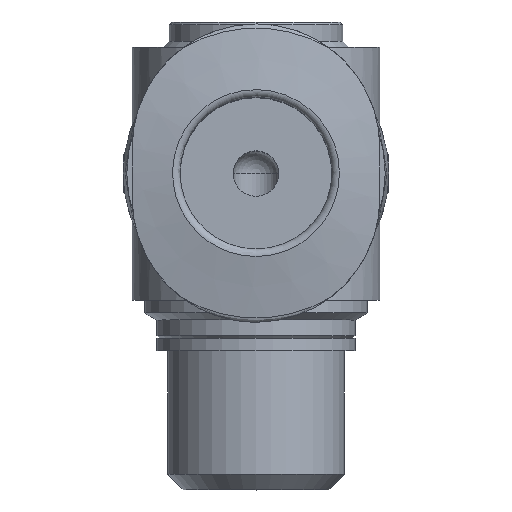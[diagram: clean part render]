
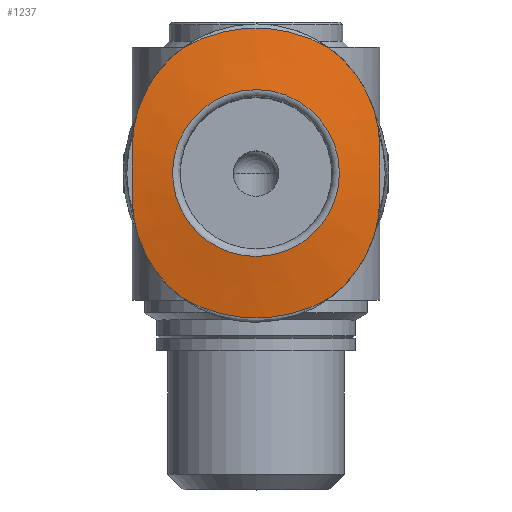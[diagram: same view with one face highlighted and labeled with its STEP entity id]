
A CAD part, top view. The second image highlights one B-rep face of the part: STEP entity #1237.
In plain terms, the highlighted conical face has half-angle 80 degrees and reference radius 5.735 mm.
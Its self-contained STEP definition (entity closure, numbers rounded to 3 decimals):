
#38=CONICAL_SURFACE('',#1307,5.735,1.396);
#52=B_SPLINE_CURVE_WITH_KNOTS('',3,(#1708,#1709,#1710,#1711),
 .UNSPECIFIED.,.F.,.F.,(4,4),(0.,0.005),
 .UNSPECIFIED.);
#53=B_SPLINE_CURVE_WITH_KNOTS('',3,(#1713,#1714,#1715,#1716),
 .UNSPECIFIED.,.F.,.F.,(4,4),(0.002,0.004),
 .UNSPECIFIED.);
#54=B_SPLINE_CURVE_WITH_KNOTS('',3,(#1718,#1719,#1720,#1721),
 .UNSPECIFIED.,.F.,.F.,(4,4),(0.,0.005),
 .UNSPECIFIED.);
#55=B_SPLINE_CURVE_WITH_KNOTS('',3,(#1722,#1723,#1724,#1725),
 .UNSPECIFIED.,.F.,.F.,(4,4),(0.,0.005),
 .UNSPECIFIED.);
#56=B_SPLINE_CURVE_WITH_KNOTS('',3,(#1727,#1728,#1729,#1730),
 .UNSPECIFIED.,.F.,.F.,(4,4),(0.002,0.004),
 .UNSPECIFIED.);
#57=B_SPLINE_CURVE_WITH_KNOTS('',3,(#1732,#1733,#1734,#1735),
 .UNSPECIFIED.,.F.,.F.,(4,4),(0.,0.005),
 .UNSPECIFIED.);
#71=CIRCLE('',#1304,5.735);
#72=CIRCLE('',#1306,5.735);
#73=CIRCLE('',#1308,3.3);
#126=ORIENTED_EDGE('',*,*,#338,.F.);
#127=ORIENTED_EDGE('',*,*,#339,.F.);
#128=ORIENTED_EDGE('',*,*,#340,.F.);
#129=ORIENTED_EDGE('',*,*,#341,.F.);
#130=ORIENTED_EDGE('',*,*,#337,.T.);
#131=ORIENTED_EDGE('',*,*,#342,.F.);
#132=ORIENTED_EDGE('',*,*,#343,.F.);
#133=ORIENTED_EDGE('',*,*,#344,.F.);
#134=ORIENTED_EDGE('',*,*,#334,.T.);
#334=EDGE_CURVE('',#438,#440,#71,.T.);
#337=EDGE_CURVE('',#441,#443,#72,.T.);
#338=EDGE_CURVE('',#444,#444,#73,.T.);
#339=EDGE_CURVE('',#445,#440,#52,.T.);
#340=EDGE_CURVE('',#446,#445,#53,.T.);
#341=EDGE_CURVE('',#441,#446,#54,.T.);
#342=EDGE_CURVE('',#447,#443,#55,.T.);
#343=EDGE_CURVE('',#448,#447,#56,.T.);
#344=EDGE_CURVE('',#438,#448,#57,.T.);
#438=VERTEX_POINT('',#1684);
#440=VERTEX_POINT('',#1690);
#441=VERTEX_POINT('',#1697);
#443=VERTEX_POINT('',#1703);
#444=VERTEX_POINT('',#1707);
#445=VERTEX_POINT('',#1712);
#446=VERTEX_POINT('',#1717);
#447=VERTEX_POINT('',#1726);
#448=VERTEX_POINT('',#1731);
#600=EDGE_LOOP('',(#126));
#601=EDGE_LOOP('',(#127,#128,#129,#130,#131,#132,#133,#134));
#693=FACE_BOUND('',#600,.T.);
#694=FACE_BOUND('',#601,.T.);
#1237=ADVANCED_FACE('',(#693,#694),#38,.T.);
#1304=AXIS2_PLACEMENT_3D('',#1691,#1421,#1422);
#1306=AXIS2_PLACEMENT_3D('',#1704,#1425,#1426);
#1307=AXIS2_PLACEMENT_3D('',#1705,#1427,#1428);
#1308=AXIS2_PLACEMENT_3D('',#1706,#1429,#1430);
#1421=DIRECTION('',(0.,0.,1.));
#1422=DIRECTION('',(1.,0.,0.));
#1425=DIRECTION('',(0.,0.,1.));
#1426=DIRECTION('',(1.,0.,0.));
#1427=DIRECTION('',(0.,0.,-1.));
#1428=DIRECTION('',(-1.,0.,0.));
#1429=DIRECTION('',(0.,0.,1.));
#1430=DIRECTION('',(1.,0.,0.));
#1684=CARTESIAN_POINT('',(2.915,4.939,17.371));
#1690=CARTESIAN_POINT('',(-2.915,4.939,17.371));
#1691=CARTESIAN_POINT('',(0.,0.,17.371));
#1697=CARTESIAN_POINT('',(-2.915,-4.939,17.371));
#1703=CARTESIAN_POINT('',(2.915,-4.939,17.371));
#1704=CARTESIAN_POINT('',(0.,0.,17.371));
#1705=CARTESIAN_POINT('',(0.,0.,17.371));
#1706=CARTESIAN_POINT('',(0.,0.,17.8));
#1707=CARTESIAN_POINT('',(3.3,0.,17.8));
#1708=CARTESIAN_POINT('',(-4.9,1.,17.5));
#1709=CARTESIAN_POINT('',(-4.9,2.538,17.446));
#1710=CARTESIAN_POINT('',(-4.151,4.024,17.399));
#1711=CARTESIAN_POINT('',(-2.915,4.939,17.371));
#1712=CARTESIAN_POINT('',(-4.9,1.,17.5));
#1713=CARTESIAN_POINT('',(-4.9,-1.,17.5));
#1714=CARTESIAN_POINT('',(-4.9,-0.333,17.524));
#1715=CARTESIAN_POINT('',(-4.9,0.333,17.524));
#1716=CARTESIAN_POINT('',(-4.9,1.,17.5));
#1717=CARTESIAN_POINT('',(-4.9,-1.,17.5));
#1718=CARTESIAN_POINT('',(-2.915,-4.939,17.371));
#1719=CARTESIAN_POINT('',(-4.151,-4.024,17.399));
#1720=CARTESIAN_POINT('',(-4.9,-2.537,17.446));
#1721=CARTESIAN_POINT('',(-4.9,-1.,17.5));
#1722=CARTESIAN_POINT('',(4.9,-1.,17.5));
#1723=CARTESIAN_POINT('',(4.9,-2.538,17.446));
#1724=CARTESIAN_POINT('',(4.151,-4.024,17.399));
#1725=CARTESIAN_POINT('',(2.915,-4.939,17.371));
#1726=CARTESIAN_POINT('',(4.9,-1.,17.5));
#1727=CARTESIAN_POINT('',(4.9,1.,17.5));
#1728=CARTESIAN_POINT('',(4.9,0.333,17.524));
#1729=CARTESIAN_POINT('',(4.9,-0.333,17.524));
#1730=CARTESIAN_POINT('',(4.9,-1.,17.5));
#1731=CARTESIAN_POINT('',(4.9,1.,17.5));
#1732=CARTESIAN_POINT('',(2.915,4.939,17.371));
#1733=CARTESIAN_POINT('',(4.151,4.024,17.399));
#1734=CARTESIAN_POINT('',(4.9,2.537,17.446));
#1735=CARTESIAN_POINT('',(4.9,1.,17.5));
